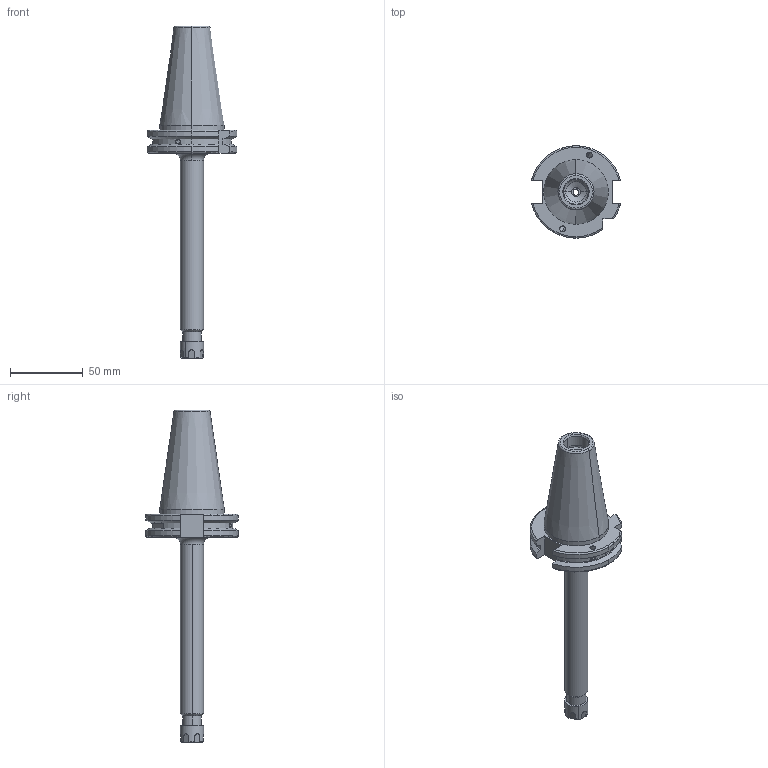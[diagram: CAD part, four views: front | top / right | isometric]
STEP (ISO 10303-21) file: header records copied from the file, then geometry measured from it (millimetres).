
FILE_DESCRIPTION (( 'STEP AP203' ), '1' );
FILE_NAME ('SK40 CCH ER11 160M FTC WW.STEP', '2014-08-01T09:16:27', ( 'FALCON' ), ( '' ), 'SwSTEP 2.0', 'SolidWorks 2009', '' );
FILE_SCHEMA (( 'CONFIG_CONTROL_DESIGN' ));
Length unit declared in the file: millimetre
Products named in the file (5): M4X4_DIN 913 - M4 x 4-N; SK40 CCH ER11 160M FTC WW; FTSCW71620; FTNUTER11M
Assembly tree (5 placements, depth 2):
  SK40 CCH ER11 160M FTC WW
    SK40 CCH ER11 160M FTC WW
    M4X4_DIN 913 - M4 x 4-N  x2
    FTSCW71620
    FTNUTER11M
Bounding box: 61.48 x 63.55 x 228.4 mm (x, y, z)
Volume: 128203.1 mm3; surface area: 32129.2 mm2
Topology: 5 solids, 5 shells, 205 faces, 519 edges, 332 vertices
Faces by surface type: plane 86, cylinder 52, cone 49, torus 14, bspline 4
Entity records: 6710 total; most frequent: CARTESIAN_POINT 1505, DIRECTION 1001, ORIENTED_EDGE 970, EDGE_CURVE 485, AXIS2_PLACEMENT_3D 388, VERTEX_POINT 312, VECTOR 225, LINE 225
